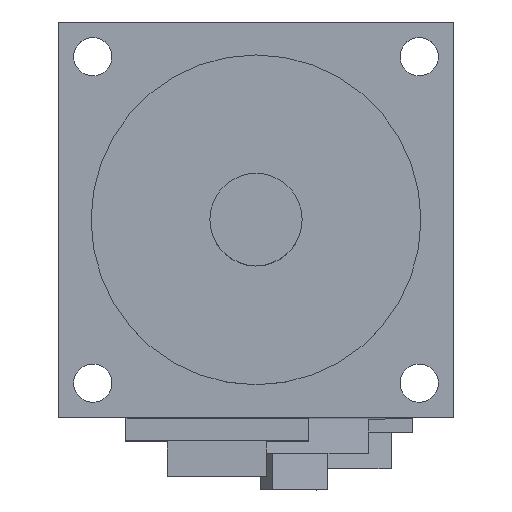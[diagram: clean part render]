
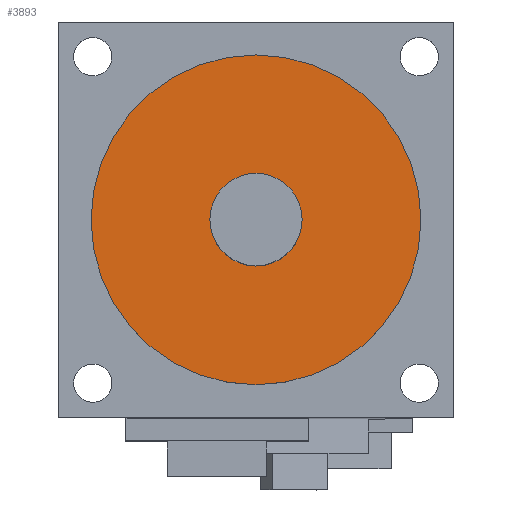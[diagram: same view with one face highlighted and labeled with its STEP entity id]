
A CAD part, top view. The second image highlights one B-rep face of the part: STEP entity #3893.
In plain terms, the highlighted planar face has unit normal (0, 0, 1).
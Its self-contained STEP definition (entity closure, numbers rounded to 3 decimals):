
#1368=CARTESIAN_POINT('',(0.,0.,3.));
#1369=DIRECTION('',(0.,0.,-1.));
#1370=DIRECTION('',(1.,0.,0.));
#1371=AXIS2_PLACEMENT_3D('',#1368,#1369,#1370);
#1373=CARTESIAN_POINT('',(0.,0.,3.));
#1374=DIRECTION('',(0.,0.,-1.));
#1375=DIRECTION('',(-1.,0.,0.));
#1376=AXIS2_PLACEMENT_3D('',#1373,#1374,#1375);
#1378=CARTESIAN_POINT('',(0.,0.,3.));
#1379=DIRECTION('',(0.,0.,1.));
#1380=DIRECTION('',(-1.,0.,0.));
#1381=AXIS2_PLACEMENT_3D('',#1378,#1379,#1380);
#1383=CARTESIAN_POINT('',(0.,0.,3.));
#1384=DIRECTION('',(0.,0.,1.));
#1385=DIRECTION('',(1.,0.,0.));
#1386=AXIS2_PLACEMENT_3D('',#1383,#1384,#1385);
#1842=CARTESIAN_POINT('',(-25.,0.,3.));
#1843=VERTEX_POINT('',#1842);
#1844=CARTESIAN_POINT('',(25.,0.,3.));
#1845=VERTEX_POINT('',#1844);
#1846=CARTESIAN_POINT('',(-7.,0.,3.));
#1847=CARTESIAN_POINT('',(7.,0.,3.));
#1848=VERTEX_POINT('',#1846);
#1849=VERTEX_POINT('',#1847);
#3878=CARTESIAN_POINT('',(0.,0.,3.));
#3879=DIRECTION('',(0.,0.,1.));
#3880=DIRECTION('',(-1.,0.,0.));
#3881=AXIS2_PLACEMENT_3D('',#3878,#3879,#3880);
#3882=PLANE('',#3881);
#3883=ORIENTED_EDGE('',*,*,#3858,.T.);
#3884=ORIENTED_EDGE('',*,*,#3872,.T.);
#3885=EDGE_LOOP('',(#3883,#3884));
#3886=FACE_OUTER_BOUND('',#3885,.F.);
#3888=ORIENTED_EDGE('',*,*,#3887,.T.);
#3890=ORIENTED_EDGE('',*,*,#3889,.T.);
#3891=EDGE_LOOP('',(#3888,#3890));
#3892=FACE_BOUND('',#3891,.F.);
#3893=ADVANCED_FACE('',(#3886,#3892),#3882,.T.);
#1372=CIRCLE('',#1371,25.);
#1377=CIRCLE('',#1376,25.);
#1382=CIRCLE('',#1381,7.);
#1387=CIRCLE('',#1386,7.);
#3858=EDGE_CURVE('',#1845,#1843,#1372,.T.);
#3872=EDGE_CURVE('',#1843,#1845,#1377,.T.);
#3887=EDGE_CURVE('',#1848,#1849,#1382,.T.);
#3889=EDGE_CURVE('',#1849,#1848,#1387,.T.);
